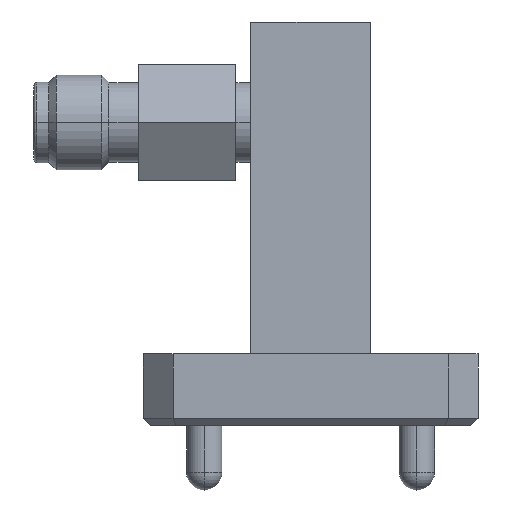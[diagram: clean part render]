
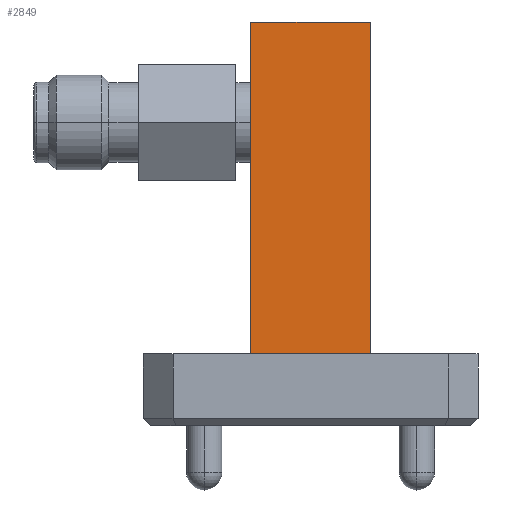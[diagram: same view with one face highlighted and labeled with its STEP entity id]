
A CAD part, left-side view. The second image highlights one B-rep face of the part: STEP entity #2849.
In plain terms, the highlighted planar face has unit normal (-1, 0, 0).
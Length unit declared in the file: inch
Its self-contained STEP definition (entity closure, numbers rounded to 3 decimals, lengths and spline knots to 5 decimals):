
#61 = AXIS2_PLACEMENT_3D ( 'NONE', #6639, #2664, #4571 ) ;
#589 = EDGE_LOOP ( 'NONE', ( #4084, #2269, #5405, #3477 ) ) ;
#817 = CARTESIAN_POINT ( 'NONE',  ( -0.35427, 0.95315, 0.6122 ) ) ;
#1620 = CARTESIAN_POINT ( 'NONE',  ( -0.35427, 1.26811, 0.6122 ) ) ;
#1826 = VERTEX_POINT ( 'NONE', #6538 ) ;
#1922 = VERTEX_POINT ( 'NONE', #4871 ) ;
#2111 = VECTOR ( 'NONE', #2528, 39.37008 ) ;
#2269 = ORIENTED_EDGE ( 'NONE', *, *, #6941, .F. ) ;
#2358 = LINE ( 'NONE', #4907, #6090 ) ;
#2482 = LINE ( 'NONE', #5027, #2111 ) ;
#2497 = EDGE_CURVE ( 'NONE', #7607, #1922, #2482, .T. ) ;
#2528 = DIRECTION ( 'NONE',  ( 0., -1., 0. ) ) ;
#2664 = DIRECTION ( 'NONE',  ( 1., 0., 0. ) ) ;
#2786 = PLANE ( 'NONE',  #61 ) ;
#2849 = ADVANCED_FACE ( 'NONE', ( #5236 ), #2786, .F. ) ;
#3477 = ORIENTED_EDGE ( 'NONE', *, *, #7692, .T. ) ;
#3552 = LINE ( 'NONE', #1620, #7491 ) ;
#3980 = LINE ( 'NONE', #817, #7481 ) ;
#4084 = ORIENTED_EDGE ( 'NONE', *, *, #5328, .T. ) ;
#4403 = DIRECTION ( 'NONE',  ( 0., 0., -1. ) ) ;
#4571 = DIRECTION ( 'NONE',  ( 0., 1., 0. ) ) ;
#4871 = CARTESIAN_POINT ( 'NONE',  ( -0.35427, 0.95315, 0.62008 ) ) ;
#4907 = CARTESIAN_POINT ( 'NONE',  ( -0.35427, 1.26811, -0.25394 ) ) ;
#4943 = DIRECTION ( 'NONE',  ( 0., -1., 0. ) ) ;
#5027 = CARTESIAN_POINT ( 'NONE',  ( -0.35427, 1.26811, 0.62008 ) ) ;
#5221 = DIRECTION ( 'NONE',  ( 0., 0., -1. ) ) ;
#5236 = FACE_OUTER_BOUND ( 'NONE', #589, .T. ) ;
#5328 = EDGE_CURVE ( 'NONE', #1826, #6591, #2358, .T. ) ;
#5405 = ORIENTED_EDGE ( 'NONE', *, *, #2497, .F. ) ;
#6090 = VECTOR ( 'NONE', #4943, 39.37008 ) ;
#6538 = CARTESIAN_POINT ( 'NONE',  ( -0.35427, 1.26811, -0.25394 ) ) ;
#6591 = VERTEX_POINT ( 'NONE', #6853 ) ;
#6639 = CARTESIAN_POINT ( 'NONE',  ( -0.35427, 1.26811, 0.6122 ) ) ;
#6853 = CARTESIAN_POINT ( 'NONE',  ( -0.35427, 0.95315, -0.25394 ) ) ;
#6941 = EDGE_CURVE ( 'NONE', #1922, #6591, #3980, .T. ) ;
#7481 = VECTOR ( 'NONE', #5221, 39.37008 ) ;
#7491 = VECTOR ( 'NONE', #4403, 39.37008 ) ;
#7607 = VERTEX_POINT ( 'NONE', #7988 ) ;
#7692 = EDGE_CURVE ( 'NONE', #7607, #1826, #3552, .T. ) ;
#7988 = CARTESIAN_POINT ( 'NONE',  ( -0.35427, 1.26811, 0.62008 ) ) ;
